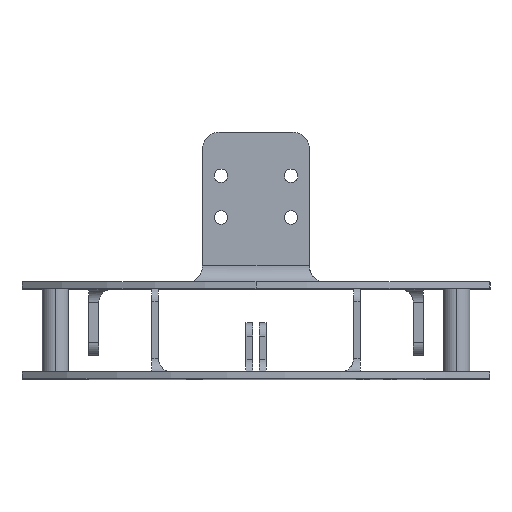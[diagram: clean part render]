
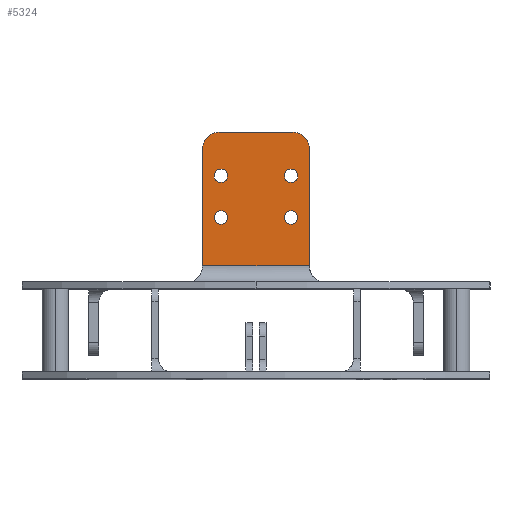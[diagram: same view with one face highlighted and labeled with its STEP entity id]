
A CAD part, top view. The second image highlights one B-rep face of the part: STEP entity #5324.
In plain terms, the highlighted planar face has unit normal (0, 0, 1).
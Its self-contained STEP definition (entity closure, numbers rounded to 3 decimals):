
#11 = CARTESIAN_POINT ( 'NONE',  ( -16., 34., -97.5 ) ) ;
#84 = DIRECTION ( 'NONE',  ( 1., 0., 0. ) ) ;
#98 = FACE_OUTER_BOUND ( 'NONE', #2260, .T. ) ;
#132 = CARTESIAN_POINT ( 'NONE',  ( -8.5, 48.5, -97.5 ) ) ;
#151 = CARTESIAN_POINT ( 'NONE',  ( -16., 74., -97.5 ) ) ;
#250 = EDGE_CURVE ( 'NONE', #7888, #10613, #10710, .T. ) ;
#467 = CARTESIAN_POINT ( 'NONE',  ( -8.5, 61., -97.5 ) ) ;
#555 = VERTEX_POINT ( 'NONE', #467 ) ;
#726 = CARTESIAN_POINT ( 'NONE',  ( -11., 74., -97.5 ) ) ;
#760 = CARTESIAN_POINT ( 'NONE',  ( -10.5, 48.5, -97.5 ) ) ;
#781 = CARTESIAN_POINT ( 'NONE',  ( -10.5, 61., -97.5 ) ) ;
#803 = AXIS2_PLACEMENT_3D ( 'NONE', #4338, #6760, #5926 ) ;
#820 = VERTEX_POINT ( 'NONE', #726 ) ;
#863 = DIRECTION ( 'NONE',  ( 1., 0., 0. ) ) ;
#908 = DIRECTION ( 'NONE',  ( 0., 0., -1. ) ) ;
#1130 = EDGE_CURVE ( 'NONE', #1333, #2136, #2027, .T. ) ;
#1310 = DIRECTION ( 'NONE',  ( 1., 0., 0. ) ) ;
#1333 = VERTEX_POINT ( 'NONE', #4047 ) ;
#1366 = ORIENTED_EDGE ( 'NONE', *, *, #4707, .T. ) ;
#1382 = CARTESIAN_POINT ( 'NONE',  ( -12.5, 48.5, -97.5 ) ) ;
#1718 = CARTESIAN_POINT ( 'NONE',  ( -12.5, 61., -97.5 ) ) ;
#1728 = EDGE_LOOP ( 'NONE', ( #6281, #7850 ) ) ;
#1824 = DIRECTION ( 'NONE',  ( 1., 0., 0. ) ) ;
#1861 = AXIS2_PLACEMENT_3D ( 'NONE', #2834, #5356, #2129 ) ;
#1938 = EDGE_CURVE ( 'NONE', #820, #3567, #4152, .T. ) ;
#1987 = VECTOR ( 'NONE', #3161, 1000. ) ;
#2027 = CIRCLE ( 'NONE', #4300, 2. ) ;
#2088 = CIRCLE ( 'NONE', #9242, 2. ) ;
#2129 = DIRECTION ( 'NONE',  ( 1., 0., 0. ) ) ;
#2136 = VERTEX_POINT ( 'NONE', #5579 ) ;
#2151 = ORIENTED_EDGE ( 'NONE', *, *, #1938, .F. ) ;
#2152 = CARTESIAN_POINT ( 'NONE',  ( 10.5, 61., -97.5 ) ) ;
#2260 = EDGE_LOOP ( 'NONE', ( #5196, #6290, #4172, #4772, #2151, #6453 ) ) ;
#2321 = CARTESIAN_POINT ( 'NONE',  ( -16., 74., -97.5 ) ) ;
#2372 = LINE ( 'NONE', #2321, #1987 ) ;
#2402 = DIRECTION ( 'NONE',  ( 0., 0., -1. ) ) ;
#2437 = CARTESIAN_POINT ( 'NONE',  ( 16., 34., -97.5 ) ) ;
#2473 = VERTEX_POINT ( 'NONE', #7796 ) ;
#2567 = FACE_BOUND ( 'NONE', #6467, .T. ) ;
#2721 = EDGE_LOOP ( 'NONE', ( #8129, #6681 ) ) ;
#2751 = DIRECTION ( 'NONE',  ( 0., 0., -1. ) ) ;
#2786 = ORIENTED_EDGE ( 'NONE', *, *, #3600, .T. ) ;
#2834 = CARTESIAN_POINT ( 'NONE',  ( -10.5, 48.5, -97.5 ) ) ;
#2858 = ORIENTED_EDGE ( 'NONE', *, *, #250, .T. ) ;
#3046 = AXIS2_PLACEMENT_3D ( 'NONE', #760, #8341, #10020 ) ;
#3161 = DIRECTION ( 'NONE',  ( 0., -1., 0. ) ) ;
#3240 = DIRECTION ( 'NONE',  ( 1., 0., 0. ) ) ;
#3241 = DIRECTION ( 'NONE',  ( 1., 0., 0. ) ) ;
#3465 = CARTESIAN_POINT ( 'NONE',  ( 10.5, 48.5, -97.5 ) ) ;
#3505 = DIRECTION ( 'NONE',  ( 1., 0., 0. ) ) ;
#3561 = CIRCLE ( 'NONE', #8662, 2. ) ;
#3567 = VERTEX_POINT ( 'NONE', #6461 ) ;
#3600 = EDGE_CURVE ( 'NONE', #7789, #555, #2088, .T. ) ;
#3681 = AXIS2_PLACEMENT_3D ( 'NONE', #7726, #2751, #9428 ) ;
#3716 = EDGE_CURVE ( 'NONE', #4005, #6563, #5726, .T. ) ;
#3724 = EDGE_CURVE ( 'NONE', #8497, #6563, #7012, .T. ) ;
#3796 = CARTESIAN_POINT ( 'NONE',  ( -16., 34., -97.5 ) ) ;
#3802 = EDGE_CURVE ( 'NONE', #6786, #2473, #6885, .T. ) ;
#4005 = VERTEX_POINT ( 'NONE', #6336 ) ;
#4047 = CARTESIAN_POINT ( 'NONE',  ( 8.5, 61., -97.5 ) ) ;
#4152 = LINE ( 'NONE', #8295, #8304 ) ;
#4172 = ORIENTED_EDGE ( 'NONE', *, *, #3716, .F. ) ;
#4267 = CARTESIAN_POINT ( 'NONE',  ( 16., 74., -97.5 ) ) ;
#4294 = DIRECTION ( 'NONE',  ( 0., 0., -1. ) ) ;
#4298 = CARTESIAN_POINT ( 'NONE',  ( -16., 69., -97.5 ) ) ;
#4300 = AXIS2_PLACEMENT_3D ( 'NONE', #2152, #7966, #1310 ) ;
#4338 = CARTESIAN_POINT ( 'NONE',  ( 11., 69., -97.5 ) ) ;
#4369 = DIRECTION ( 'NONE',  ( 0., 0., 1. ) ) ;
#4707 = EDGE_CURVE ( 'NONE', #555, #7789, #6462, .T. ) ;
#4772 = ORIENTED_EDGE ( 'NONE', *, *, #10318, .T. ) ;
#4902 = EDGE_LOOP ( 'NONE', ( #1366, #2786 ) ) ;
#4922 = DIRECTION ( 'NONE',  ( 1., 0., 0. ) ) ;
#5085 = VECTOR ( 'NONE', #5811, 1000. ) ;
#5196 = ORIENTED_EDGE ( 'NONE', *, *, #8177, .T. ) ;
#5200 = CARTESIAN_POINT ( 'NONE',  ( -11., 69., -97.5 ) ) ;
#5324 = ADVANCED_FACE ( 'NONE', ( #7759, #8663, #9743, #2567, #98 ), #9211, .F. ) ;
#5356 = DIRECTION ( 'NONE',  ( 0., 0., -1. ) ) ;
#5579 = CARTESIAN_POINT ( 'NONE',  ( 12.5, 61., -97.5 ) ) ;
#5726 = LINE ( 'NONE', #4267, #5085 ) ;
#5811 = DIRECTION ( 'NONE',  ( 0., -1., 0. ) ) ;
#5926 = DIRECTION ( 'NONE',  ( 1., 0., 0. ) ) ;
#6253 = VERTEX_POINT ( 'NONE', #4298 ) ;
#6281 = ORIENTED_EDGE ( 'NONE', *, *, #9893, .T. ) ;
#6290 = ORIENTED_EDGE ( 'NONE', *, *, #3724, .T. ) ;
#6336 = CARTESIAN_POINT ( 'NONE',  ( 16., 69., -97.5 ) ) ;
#6453 = ORIENTED_EDGE ( 'NONE', *, *, #8768, .T. ) ;
#6461 = CARTESIAN_POINT ( 'NONE',  ( 11., 74., -97.5 ) ) ;
#6462 = CIRCLE ( 'NONE', #7721, 2. ) ;
#6467 = EDGE_LOOP ( 'NONE', ( #2858, #10226 ) ) ;
#6563 = VERTEX_POINT ( 'NONE', #2437 ) ;
#6564 = CIRCLE ( 'NONE', #3681, 2. ) ;
#6607 = AXIS2_PLACEMENT_3D ( 'NONE', #151, #6812, #84 ) ;
#6637 = DIRECTION ( 'NONE',  ( 0., 0., -1. ) ) ;
#6681 = ORIENTED_EDGE ( 'NONE', *, *, #1130, .T. ) ;
#6760 = DIRECTION ( 'NONE',  ( 0., 0., 1. ) ) ;
#6786 = VERTEX_POINT ( 'NONE', #10255 ) ;
#6791 = CARTESIAN_POINT ( 'NONE',  ( -10.5, 61., -97.5 ) ) ;
#6812 = DIRECTION ( 'NONE',  ( 0., 0., -1. ) ) ;
#6817 = DIRECTION ( 'NONE',  ( 1., 0., 0. ) ) ;
#6885 = CIRCLE ( 'NONE', #7957, 2. ) ;
#7012 = LINE ( 'NONE', #11, #9802 ) ;
#7721 = AXIS2_PLACEMENT_3D ( 'NONE', #6791, #908, #3505 ) ;
#7726 = CARTESIAN_POINT ( 'NONE',  ( 10.5, 48.5, -97.5 ) ) ;
#7759 = FACE_BOUND ( 'NONE', #4902, .T. ) ;
#7789 = VERTEX_POINT ( 'NONE', #1718 ) ;
#7796 = CARTESIAN_POINT ( 'NONE',  ( 12.5, 48.5, -97.5 ) ) ;
#7850 = ORIENTED_EDGE ( 'NONE', *, *, #3802, .T. ) ;
#7888 = VERTEX_POINT ( 'NONE', #132 ) ;
#7957 = AXIS2_PLACEMENT_3D ( 'NONE', #3465, #4294, #6817 ) ;
#7966 = DIRECTION ( 'NONE',  ( 0., 0., -1. ) ) ;
#8129 = ORIENTED_EDGE ( 'NONE', *, *, #10797, .T. ) ;
#8177 = EDGE_CURVE ( 'NONE', #6253, #8497, #2372, .T. ) ;
#8249 = CARTESIAN_POINT ( 'NONE',  ( 10.5, 61., -97.5 ) ) ;
#8295 = CARTESIAN_POINT ( 'NONE',  ( -16., 74., -97.5 ) ) ;
#8304 = VECTOR ( 'NONE', #4922, 1000. ) ;
#8341 = DIRECTION ( 'NONE',  ( 0., 0., -1. ) ) ;
#8497 = VERTEX_POINT ( 'NONE', #3796 ) ;
#8555 = CIRCLE ( 'NONE', #1861, 2. ) ;
#8662 = AXIS2_PLACEMENT_3D ( 'NONE', #8249, #6637, #3240 ) ;
#8663 = FACE_BOUND ( 'NONE', #2721, .T. ) ;
#8768 = EDGE_CURVE ( 'NONE', #820, #6253, #8990, .T. ) ;
#8990 = CIRCLE ( 'NONE', #9813, 5. ) ;
#9211 = PLANE ( 'NONE',  #6607 ) ;
#9242 = AXIS2_PLACEMENT_3D ( 'NONE', #781, #2402, #3241 ) ;
#9428 = DIRECTION ( 'NONE',  ( 1., 0., 0. ) ) ;
#9556 = EDGE_CURVE ( 'NONE', #10613, #7888, #8555, .T. ) ;
#9743 = FACE_BOUND ( 'NONE', #1728, .T. ) ;
#9802 = VECTOR ( 'NONE', #863, 1000. ) ;
#9813 = AXIS2_PLACEMENT_3D ( 'NONE', #5200, #4369, #1824 ) ;
#9893 = EDGE_CURVE ( 'NONE', #2473, #6786, #6564, .T. ) ;
#10020 = DIRECTION ( 'NONE',  ( 1., 0., 0. ) ) ;
#10197 = CIRCLE ( 'NONE', #803, 5. ) ;
#10226 = ORIENTED_EDGE ( 'NONE', *, *, #9556, .T. ) ;
#10255 = CARTESIAN_POINT ( 'NONE',  ( 8.5, 48.5, -97.5 ) ) ;
#10318 = EDGE_CURVE ( 'NONE', #4005, #3567, #10197, .T. ) ;
#10613 = VERTEX_POINT ( 'NONE', #1382 ) ;
#10710 = CIRCLE ( 'NONE', #3046, 2. ) ;
#10797 = EDGE_CURVE ( 'NONE', #2136, #1333, #3561, .T. ) ;
